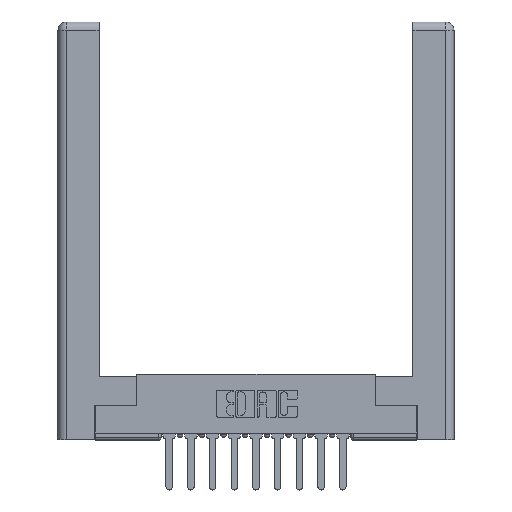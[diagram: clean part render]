
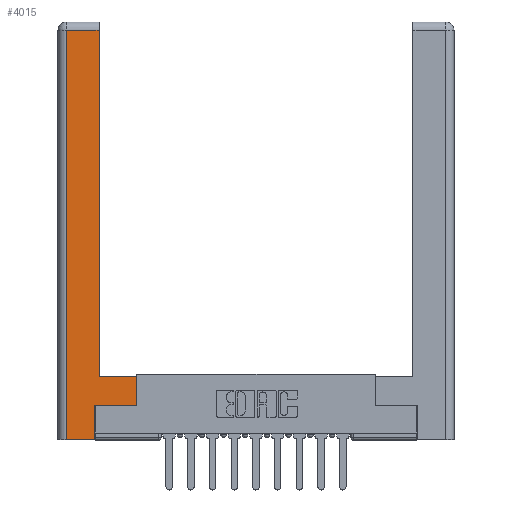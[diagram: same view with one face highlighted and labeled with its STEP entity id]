
A CAD part, top view. The second image highlights one B-rep face of the part: STEP entity #4015.
In plain terms, the highlighted planar face has unit normal (0, 0, 1).
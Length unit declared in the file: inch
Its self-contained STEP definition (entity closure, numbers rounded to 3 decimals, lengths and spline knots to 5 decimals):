
#207 = VERTEX_POINT ( 'NONE', #6214 ) ;
#229 = ORIENTED_EDGE ( 'NONE', *, *, #562, .T. ) ;
#300 = DIRECTION ( 'NONE',  ( 1., 0., 0. ) ) ;
#369 = LINE ( 'NONE', #10354, #426 ) ;
#426 = VECTOR ( 'NONE', #300, 39.37008 ) ;
#562 = EDGE_CURVE ( 'NONE', #9538, #12141, #3639, .T. ) ;
#655 = ORIENTED_EDGE ( 'NONE', *, *, #9531, .T. ) ;
#697 = DIRECTION ( 'NONE',  ( 0., 0., -1. ) ) ;
#732 = LINE ( 'NONE', #6351, #13193 ) ;
#799 = DIRECTION ( 'NONE',  ( 0., -1., 0. ) ) ;
#971 = VECTOR ( 'NONE', #6002, 39.37008 ) ;
#990 = VECTOR ( 'NONE', #8503, 39.37008 ) ;
#1136 = EDGE_CURVE ( 'NONE', #14275, #3055, #8783, .T. ) ;
#1186 = DIRECTION ( 'NONE',  ( -1., 0., 0. ) ) ;
#1375 = CARTESIAN_POINT ( 'NONE',  ( 0.0615, 2.94, 0. ) ) ;
#1801 = VECTOR ( 'NONE', #2620, 39.37008 ) ;
#1970 = CARTESIAN_POINT ( 'NONE',  ( 0.295, 2.94, 0. ) ) ;
#2067 = ORIENTED_EDGE ( 'NONE', *, *, #9143, .T. ) ;
#2068 = ORIENTED_EDGE ( 'NONE', *, *, #1136, .T. ) ;
#2283 = AXIS2_PLACEMENT_3D ( 'NONE', #5349, #697, #3012 ) ;
#2316 = CARTESIAN_POINT ( 'NONE',  ( 0.295, 0.45, 0. ) ) ;
#2620 = DIRECTION ( 'NONE',  ( 1., 0., 0. ) ) ;
#2630 = ORIENTED_EDGE ( 'NONE', *, *, #6316, .T. ) ;
#3012 = DIRECTION ( 'NONE',  ( -1., 0., 0. ) ) ;
#3055 = VERTEX_POINT ( 'NONE', #7849 ) ;
#3225 = CARTESIAN_POINT ( 'NONE',  ( 0.565, 0.45, 0. ) ) ;
#3511 = CARTESIAN_POINT ( 'NONE',  ( 0.295, 0.45, 0. ) ) ;
#3639 = LINE ( 'NONE', #12598, #1801 ) ;
#4008 = CARTESIAN_POINT ( 'NONE',  ( 0.0615, 0., 0. ) ) ;
#4015 = ADVANCED_FACE ( 'NONE', ( #11907 ), #13231, .F. ) ;
#4105 = DIRECTION ( 'NONE',  ( 0., 1., 0. ) ) ;
#4190 = LINE ( 'NONE', #8647, #990 ) ;
#5082 = VERTEX_POINT ( 'NONE', #1375 ) ;
#5349 = CARTESIAN_POINT ( 'NONE',  ( 0., 0., 0. ) ) ;
#6002 = DIRECTION ( 'NONE',  ( -1., 0., 0. ) ) ;
#6214 = CARTESIAN_POINT ( 'NONE',  ( 0.265, 0.245, 0. ) ) ;
#6299 = DIRECTION ( 'NONE',  ( 0., 1., 0. ) ) ;
#6316 = EDGE_CURVE ( 'NONE', #207, #14275, #369, .T. ) ;
#6351 = CARTESIAN_POINT ( 'NONE',  ( 0.0615, 0., 0. ) ) ;
#6864 = EDGE_CURVE ( 'NONE', #3055, #10190, #10091, .T. ) ;
#7205 = VERTEX_POINT ( 'NONE', #1970 ) ;
#7849 = CARTESIAN_POINT ( 'NONE',  ( 0.565, 0.45, 0. ) ) ;
#7897 = VECTOR ( 'NONE', #1186, 39.37008 ) ;
#8043 = ORIENTED_EDGE ( 'NONE', *, *, #11694, .T. ) ;
#8503 = DIRECTION ( 'NONE',  ( 0., 1., 0. ) ) ;
#8647 = CARTESIAN_POINT ( 'NONE',  ( 0.265, 0.245, 0. ) ) ;
#8783 = LINE ( 'NONE', #3225, #14100 ) ;
#8913 = CARTESIAN_POINT ( 'NONE',  ( 0.565, 0.245, 0. ) ) ;
#9143 = EDGE_CURVE ( 'NONE', #10190, #7205, #11896, .T. ) ;
#9425 = CARTESIAN_POINT ( 'NONE',  ( 0.0615, 2.94, 0. ) ) ;
#9531 = EDGE_CURVE ( 'NONE', #5082, #9538, #732, .T. ) ;
#9538 = VERTEX_POINT ( 'NONE', #4008 ) ;
#10091 = LINE ( 'NONE', #3511, #7897 ) ;
#10190 = VERTEX_POINT ( 'NONE', #2316 ) ;
#10270 = ORIENTED_EDGE ( 'NONE', *, *, #6864, .T. ) ;
#10354 = CARTESIAN_POINT ( 'NONE',  ( 0.565, 0.245, 0. ) ) ;
#10495 = ORIENTED_EDGE ( 'NONE', *, *, #10696, .T. ) ;
#10696 = EDGE_CURVE ( 'NONE', #7205, #5082, #11677, .T. ) ;
#11677 = LINE ( 'NONE', #9425, #971 ) ;
#11694 = EDGE_CURVE ( 'NONE', #12141, #207, #4190, .T. ) ;
#11714 = EDGE_LOOP ( 'NONE', ( #2067, #10495, #655, #229, #8043, #2630, #2068, #10270 ) ) ;
#11896 = LINE ( 'NONE', #14029, #13291 ) ;
#11907 = FACE_OUTER_BOUND ( 'NONE', #11714, .T. ) ;
#12141 = VERTEX_POINT ( 'NONE', #13391 ) ;
#12598 = CARTESIAN_POINT ( 'NONE',  ( 0.265, 0., 0. ) ) ;
#13193 = VECTOR ( 'NONE', #799, 39.37008 ) ;
#13231 = PLANE ( 'NONE',  #2283 ) ;
#13291 = VECTOR ( 'NONE', #6299, 39.37008 ) ;
#13391 = CARTESIAN_POINT ( 'NONE',  ( 0.265, 0., 0. ) ) ;
#14029 = CARTESIAN_POINT ( 'NONE',  ( 0.295, 3., 0. ) ) ;
#14100 = VECTOR ( 'NONE', #4105, 39.37008 ) ;
#14275 = VERTEX_POINT ( 'NONE', #8913 ) ;
